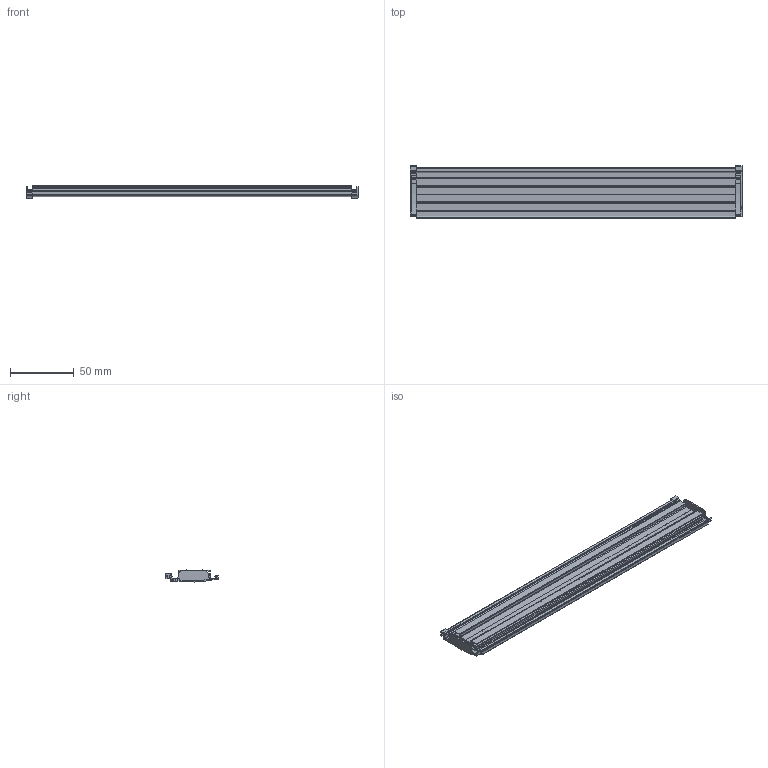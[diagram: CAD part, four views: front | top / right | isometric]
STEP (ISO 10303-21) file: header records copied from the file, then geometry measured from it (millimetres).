
FILE_DESCRIPTION(('CATIA V5 STEP Exchange','CAx-IF Rec.Pracs.--- Model Styling and Organization---1.4--- 2014-01-23'),'2;1');
FILE_NAME ('D1477380_0', '2021-03-12T09:06:36+00:00', ('none'), ('Weidmueller'), 'CATIA Version 5-6 Release 2016 SP3 HF44', 'CATIA V5 STEP AP214', 'none');
FILE_SCHEMA(('AUTOMOTIVE_DESIGN { 1 0 10303 214 1 1 1 1 }'));
Length unit declared in the file: millimetre
Products named in the file (1): S3D_SET_CH20M_BUS_250MM_TS_35X7-5
Bounding box: 260 x 41.3 x 9.44 mm (x, y, z)
Volume: 34933 mm3; surface area: 69742.5 mm2
Topology: 10 solids, 10 shells, 300 faces, 844 edges, 564 vertices
Faces by surface type: plane 189, cylinder 111
Entity records: 9699 total; most frequent: ORIENTED_EDGE 1688, CARTESIAN_POINT 1686, DIRECTION 1398, EDGE_CURVE 844, VECTOR 618, LINE 618, VERTEX_POINT 564, AXIS2_PLACEMENT_3D 504
